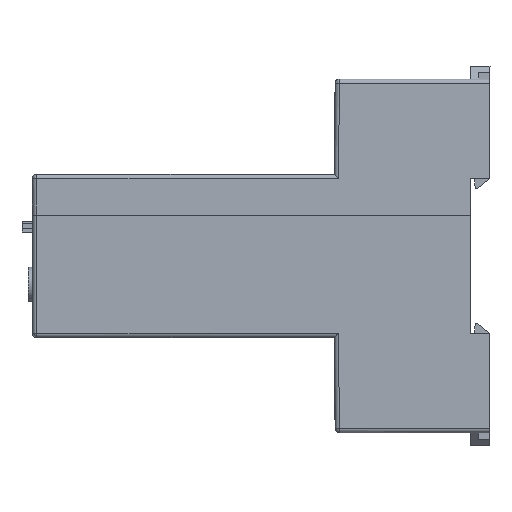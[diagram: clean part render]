
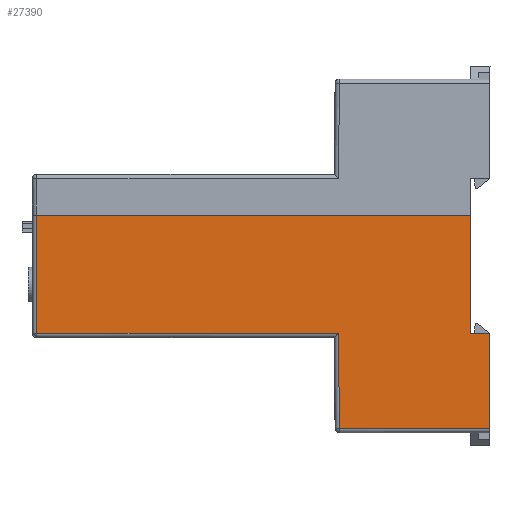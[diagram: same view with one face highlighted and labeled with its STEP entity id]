
A CAD part, left-side view. The second image highlights one B-rep face of the part: STEP entity #27390.
In plain terms, the highlighted planar face has unit normal (-1, 0, -0.004).
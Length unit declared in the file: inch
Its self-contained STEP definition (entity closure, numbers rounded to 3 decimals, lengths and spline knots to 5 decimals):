
#851 = CARTESIAN_POINT ( 'NONE',  ( -1.49394, -0.90349, -1.46 ) ) ;
#1413 = CARTESIAN_POINT ( 'NONE',  ( -1.49393, -1.60769, -1.4608 ) ) ;
#1913 = CARTESIAN_POINT ( 'NONE',  ( -1.49011, -2.99629, -2.3358 ) ) ;
#2348 = CARTESIAN_POINT ( 'NONE',  ( -1.49393, -0.90349, -1.4608 ) ) ;
#2984 = CARTESIAN_POINT ( 'NONE',  ( -1.49011, -2.53595, -2.33579 ) ) ;
#3347 = VERTEX_POINT ( 'NONE', #34185 ) ;
#4076 = EDGE_CURVE ( 'NONE', #16552, #3347, #16898, .T. ) ;
#4733 = CARTESIAN_POINT ( 'NONE',  ( -1.49551, 1.16434, -1.09887 ) ) ;
#4866 = DIRECTION ( 'NONE',  ( -1., 0., -0.004 ) ) ;
#5292 = AXIS2_PLACEMENT_3D ( 'NONE', #29211, #4866, #21208 ) ;
#5758 = ORIENTED_EDGE ( 'NONE', *, *, #28631, .T. ) ;
#6593 = CARTESIAN_POINT ( 'NONE',  ( -1.49867, -0.80629, -0.375 ) ) ;
#8023 = DIRECTION ( 'NONE',  ( 0., -1., 0. ) ) ;
#9076 = DIRECTION ( 'NONE',  ( 0., 1., 0. ) ) ;
#10016 = FACE_OUTER_BOUND ( 'NONE', #29102, .T. ) ;
#10053 = VERTEX_POINT ( 'NONE', #19653 ) ;
#10800 = CARTESIAN_POINT ( 'NONE',  ( -1.49011, -2.99629, -2.3358 ) ) ;
#11137 = CARTESIAN_POINT ( 'NONE',  ( -1.49011, -1.61527, -2.33578 ) ) ;
#12208 = ORIENTED_EDGE ( 'NONE', *, *, #23974, .T. ) ;
#12300 = B_SPLINE_CURVE_WITH_KNOTS ( 'NONE', 3,
 ( #11137, #24653, #2984, #10800 ),
 .UNSPECIFIED., .F., .F.,
 ( 4, 4 ),
 ( 0., 1. ),
 .UNSPECIFIED. ) ;
#12628 = VERTEX_POINT ( 'NONE', #1913 ) ;
#12764 = DIRECTION ( 'NONE',  ( -0.004, 0., 1. ) ) ;
#12859 = EDGE_CURVE ( 'NONE', #3347, #16437, #13339, .T. ) ;
#12976 = VERTEX_POINT ( 'NONE', #19755 ) ;
#13339 = LINE ( 'NONE', #2348, #23622 ) ;
#13629 = DIRECTION ( 'NONE',  ( 0., 1., 0. ) ) ;
#13807 = ORIENTED_EDGE ( 'NONE', *, *, #12859, .T. ) ;
#13877 = VECTOR ( 'NONE', #13629, 39.37008 ) ;
#14888 = ORIENTED_EDGE ( 'NONE', *, *, #17111, .T. ) ;
#14929 = LINE ( 'NONE', #6593, #21884 ) ;
#15533 = CARTESIAN_POINT ( 'NONE',  ( -1.49393, -1.60769, -1.4608 ) ) ;
#16415 = CARTESIAN_POINT ( 'NONE',  ( -1.49394, -2.81629, -1.46 ) ) ;
#16437 = VERTEX_POINT ( 'NONE', #15533 ) ;
#16552 = VERTEX_POINT ( 'NONE', #21725 ) ;
#16898 = B_SPLINE_CURVE_WITH_KNOTS ( 'NONE', 3,
 ( #20909, #29428, #4733, #26580 ),
 .UNSPECIFIED., .F., .F.,
 ( 4, 4 ),
 ( 0., 1. ),
 .UNSPECIFIED. ) ;
#17111 = EDGE_CURVE ( 'NONE', #10053, #16552, #14929, .T. ) ;
#17526 = CARTESIAN_POINT ( 'NONE',  ( -1.49394, -2.99629, -1.46 ) ) ;
#17676 = B_SPLINE_CURVE_WITH_KNOTS ( 'NONE', 3,
 ( #1413, #34453, #20948, #23082 ),
 .UNSPECIFIED., .F., .F.,
 ( 4, 4 ),
 ( 0., 1. ),
 .UNSPECIFIED. ) ;
#19653 = CARTESIAN_POINT ( 'NONE',  ( -1.49867, -2.81629, -0.375 ) ) ;
#19755 = CARTESIAN_POINT ( 'NONE',  ( -1.49011, -1.61527, -2.33578 ) ) ;
#20052 = EDGE_CURVE ( 'NONE', #12976, #12628, #12300, .T. ) ;
#20909 = CARTESIAN_POINT ( 'NONE',  ( -1.49867, 1.16435, -0.375 ) ) ;
#20948 = CARTESIAN_POINT ( 'NONE',  ( -1.49139, -1.61274, -2.04412 ) ) ;
#20956 = CARTESIAN_POINT ( 'NONE',  ( -1.49006, -2.81629, -2.34757 ) ) ;
#21208 = DIRECTION ( 'NONE',  ( -0.004, 0., 1. ) ) ;
#21290 = ORIENTED_EDGE ( 'NONE', *, *, #28217, .T. ) ;
#21321 = ORIENTED_EDGE ( 'NONE', *, *, #4076, .T. ) ;
#21725 = CARTESIAN_POINT ( 'NONE',  ( -1.49867, 1.16435, -0.375 ) ) ;
#21884 = VECTOR ( 'NONE', #9076, 39.37008 ) ;
#22446 = ORIENTED_EDGE ( 'NONE', *, *, #20052, .T. ) ;
#23082 = CARTESIAN_POINT ( 'NONE',  ( -1.49011, -1.61527, -2.33578 ) ) ;
#23225 = LINE ( 'NONE', #34079, #26921 ) ;
#23622 = VECTOR ( 'NONE', #8023, 39.37008 ) ;
#23870 = PLANE ( 'NONE',  #5292 ) ;
#23974 = EDGE_CURVE ( 'NONE', #33360, #30224, #27316, .T. ) ;
#24653 = CARTESIAN_POINT ( 'NONE',  ( -1.49011, -2.07561, -2.33579 ) ) ;
#25359 = ORIENTED_EDGE ( 'NONE', *, *, #34395, .T. ) ;
#26580 = CARTESIAN_POINT ( 'NONE',  ( -1.49393, 1.16434, -1.4608 ) ) ;
#26921 = VECTOR ( 'NONE', #31580, 39.37008 ) ;
#27316 = LINE ( 'NONE', #851, #13877 ) ;
#27390 = ADVANCED_FACE ( 'NONE', ( #10016 ), #23870, .T. ) ;
#28217 = EDGE_CURVE ( 'NONE', #30224, #10053, #34118, .T. ) ;
#28631 = EDGE_CURVE ( 'NONE', #12628, #33360, #23225, .T. ) ;
#29102 = EDGE_LOOP ( 'NONE', ( #13807, #25359, #22446, #5758, #12208, #21290, #14888, #21321 ) ) ;
#29211 = CARTESIAN_POINT ( 'NONE',  ( -1.49006, -2.99629, -2.34757 ) ) ;
#29428 = CARTESIAN_POINT ( 'NONE',  ( -1.49709, 1.16435, -0.73693 ) ) ;
#30224 = VERTEX_POINT ( 'NONE', #16415 ) ;
#31580 = DIRECTION ( 'NONE',  ( -0.004, 0., 1. ) ) ;
#33360 = VERTEX_POINT ( 'NONE', #17526 ) ;
#34079 = CARTESIAN_POINT ( 'NONE',  ( -1.49437, -2.99629, -1.36128 ) ) ;
#34118 = LINE ( 'NONE', #20956, #34844 ) ;
#34185 = CARTESIAN_POINT ( 'NONE',  ( -1.49393, 1.16434, -1.4608 ) ) ;
#34395 = EDGE_CURVE ( 'NONE', #16437, #12976, #17676, .T. ) ;
#34453 = CARTESIAN_POINT ( 'NONE',  ( -1.49266, -1.61021, -1.75246 ) ) ;
#34844 = VECTOR ( 'NONE', #12764, 39.37008 ) ;
